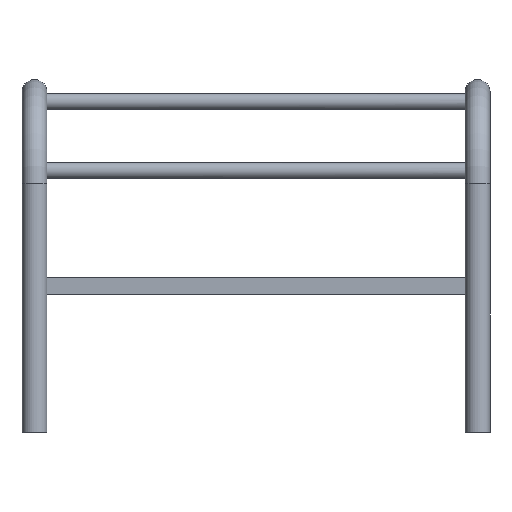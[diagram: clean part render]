
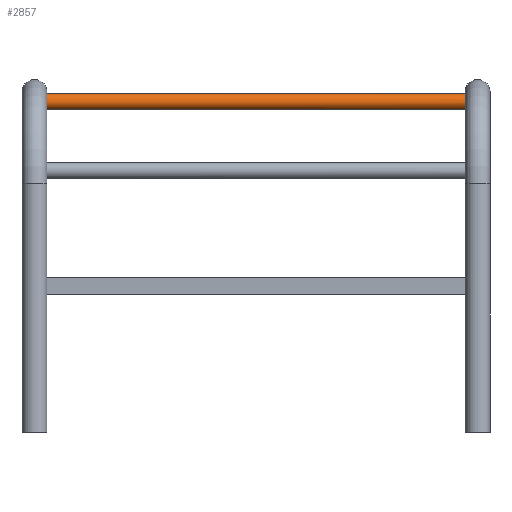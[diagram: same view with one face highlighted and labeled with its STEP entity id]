
A CAD part, front view. The second image highlights one B-rep face of the part: STEP entity #2857.
In plain terms, the highlighted cylindrical face has radius 6.5 mm (diameter 13 mm), a full revolution.
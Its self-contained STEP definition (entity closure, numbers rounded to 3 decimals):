
#374=LINE('',#4604,#570);
#570=VECTOR('',#3504,6.5);
#828=FACE_OUTER_BOUND('',#990,.T.);
#990=EDGE_LOOP('',(#1948,#1949,#1950,#1951,#1952,#1953));
#1205=B_SPLINE_CURVE_WITH_KNOTS('',3,(#4442,#4443,#4444,#4445,#4446,#4447,
#4448,#4449,#4450,#4451,#4452,#4453,#4454,#4455,#4456,#4457,#4458,#4459,
#4460,#4461,#4462,#4463,#4464,#4465,#4466,#4467),.UNSPECIFIED.,.F.,.F.,
(4,2,2,2,2,2,2,2,2,2,2,2,4),(0.,0.256,0.511,0.764,
1.017,1.271,1.524,1.779,2.035,
2.291,2.546,2.799,2.882),
 .UNSPECIFIED.);
#1206=B_SPLINE_CURVE_WITH_KNOTS('',3,(#4468,#4469,#4470,#4471,#4472,#4473,
#4474,#4475,#4476,#4477,#4478,#4479),.UNSPECIFIED.,.F.,.F.,(4,2,2,2,2,4),
(2.882,3.052,3.306,3.559,3.814,
4.07),.UNSPECIFIED.);
#1209=B_SPLINE_CURVE_WITH_KNOTS('',3,(#4523,#4524,#4525,#4526,#4527,#4528,
#4529,#4530,#4531,#4532,#4533,#4534,#4535,#4536,#4537,#4538,#4539,#4540,
#4541,#4542,#4543,#4544,#4545,#4546,#4547,#4548,#4549,#4550),
 .UNSPECIFIED.,.F.,.F.,(4,2,2,2,2,2,2,2,2,2,2,2,2,4),(0.,0.256,
0.511,0.764,1.017,1.271,1.524,
1.779,2.035,2.291,2.546,2.799,
3.052,3.222),.UNSPECIFIED.);
#1210=B_SPLINE_CURVE_WITH_KNOTS('',3,(#4551,#4552,#4553,#4554,#4555,#4556,
#4557,#4558,#4559,#4560),.UNSPECIFIED.,.F.,.F.,(4,2,2,2,4),(3.222,
3.306,3.559,3.814,4.07),
 .UNSPECIFIED.);
#1236=VERTEX_POINT('',#4440);
#1237=VERTEX_POINT('',#4441);
#1240=VERTEX_POINT('',#4521);
#1241=VERTEX_POINT('',#4522);
#1517=EDGE_CURVE('',#1236,#1237,#1205,.T.);
#1518=EDGE_CURVE('',#1237,#1236,#1206,.T.);
#1521=EDGE_CURVE('',#1240,#1241,#1209,.T.);
#1522=EDGE_CURVE('',#1241,#1240,#1210,.T.);
#1526=EDGE_CURVE('',#1237,#1241,#374,.T.);
#1948=ORIENTED_EDGE('',*,*,#1517,.T.);
#1949=ORIENTED_EDGE('',*,*,#1526,.T.);
#1950=ORIENTED_EDGE('',*,*,#1522,.T.);
#1951=ORIENTED_EDGE('',*,*,#1521,.T.);
#1952=ORIENTED_EDGE('',*,*,#1526,.F.);
#1953=ORIENTED_EDGE('',*,*,#1518,.T.);
#2771=CYLINDRICAL_SURFACE('',#3121,6.5);
#2857=ADVANCED_FACE('',(#828),#2771,.T.);
#3121=AXIS2_PLACEMENT_3D('',#4603,#3502,#3503);
#3502=DIRECTION('center_axis',(1.,0.,0.));
#3503=DIRECTION('ref_axis',(0.,1.,0.));
#3504=DIRECTION('',(-1.,0.,0.));
#4440=CARTESIAN_POINT('',(170.201,-641.932,146.642));
#4441=CARTESIAN_POINT('',(167.948,-650.148,140.372));
#4442=CARTESIAN_POINT('Ctrl Pts',(170.201,-641.932,146.642));
#4443=CARTESIAN_POINT('Ctrl Pts',(170.201,-641.111,146.417));
#4444=CARTESIAN_POINT('Ctrl Pts',(170.043,-640.31,146.015));
#4445=CARTESIAN_POINT('Ctrl Pts',(169.542,-638.955,144.951));
#4446=CARTESIAN_POINT('Ctrl Pts',(169.212,-638.398,144.287));
#4447=CARTESIAN_POINT('Ctrl Pts',(168.629,-637.609,142.904));
#4448=CARTESIAN_POINT('Ctrl Pts',(168.332,-637.318,142.084));
#4449=CARTESIAN_POINT('Ctrl Pts',(167.916,-637.09,140.368));
#4450=CARTESIAN_POINT('Ctrl Pts',(167.8,-637.156,139.47));
#4451=CARTESIAN_POINT('Ctrl Pts',(167.8,-637.601,137.843));
#4452=CARTESIAN_POINT('Ctrl Pts',(167.916,-638.002,137.037));
#4453=CARTESIAN_POINT('Ctrl Pts',(168.332,-639.071,135.676));
#4454=CARTESIAN_POINT('Ctrl Pts',(168.629,-639.739,135.118));
#4455=CARTESIAN_POINT('Ctrl Pts',(169.212,-641.123,134.329));
#4456=CARTESIAN_POINT('Ctrl Pts',(169.542,-641.94,134.041));
#4457=CARTESIAN_POINT('Ctrl Pts',(170.043,-643.648,133.815));
#4458=CARTESIAN_POINT('Ctrl Pts',(170.201,-644.541,133.878));
#4459=CARTESIAN_POINT('Ctrl Pts',(170.201,-646.185,134.327));
#4460=CARTESIAN_POINT('Ctrl Pts',(170.043,-646.986,134.729));
#4461=CARTESIAN_POINT('Ctrl Pts',(169.542,-648.341,135.793));
#4462=CARTESIAN_POINT('Ctrl Pts',(169.212,-648.898,136.457));
#4463=CARTESIAN_POINT('Ctrl Pts',(168.629,-649.687,137.84));
#4464=CARTESIAN_POINT('Ctrl Pts',(168.332,-649.978,138.66));
#4465=CARTESIAN_POINT('Ctrl Pts',(168.055,-650.129,139.8));
#4466=CARTESIAN_POINT('Ctrl Pts',(167.996,-650.148,140.086));
#4467=CARTESIAN_POINT('Ctrl Pts',(167.948,-650.148,140.372));
#4468=CARTESIAN_POINT('Ctrl Pts',(167.948,-650.148,140.372));
#4469=CARTESIAN_POINT('Ctrl Pts',(167.85,-650.148,140.956));
#4470=CARTESIAN_POINT('Ctrl Pts',(167.8,-650.067,141.541));
#4471=CARTESIAN_POINT('Ctrl Pts',(167.8,-649.695,142.901));
#4472=CARTESIAN_POINT('Ctrl Pts',(167.916,-649.294,143.707));
#4473=CARTESIAN_POINT('Ctrl Pts',(168.332,-648.224,145.068));
#4474=CARTESIAN_POINT('Ctrl Pts',(168.629,-647.556,145.626));
#4475=CARTESIAN_POINT('Ctrl Pts',(169.212,-646.173,146.415));
#4476=CARTESIAN_POINT('Ctrl Pts',(169.542,-645.356,146.702));
#4477=CARTESIAN_POINT('Ctrl Pts',(170.043,-643.648,146.929));
#4478=CARTESIAN_POINT('Ctrl Pts',(170.201,-642.754,146.866));
#4479=CARTESIAN_POINT('Ctrl Pts',(170.201,-641.932,146.642));
#4521=CARTESIAN_POINT('',(-170.201,-645.363,134.102));
#4522=CARTESIAN_POINT('',(-167.948,-650.148,140.372));
#4523=CARTESIAN_POINT('Ctrl Pts',(-170.201,-645.363,134.102));
#4524=CARTESIAN_POINT('Ctrl Pts',(-170.201,-644.541,133.878));
#4525=CARTESIAN_POINT('Ctrl Pts',(-170.043,-643.648,133.815));
#4526=CARTESIAN_POINT('Ctrl Pts',(-169.542,-641.94,134.041));
#4527=CARTESIAN_POINT('Ctrl Pts',(-169.212,-641.123,134.329));
#4528=CARTESIAN_POINT('Ctrl Pts',(-168.629,-639.739,135.118));
#4529=CARTESIAN_POINT('Ctrl Pts',(-168.332,-639.071,135.676));
#4530=CARTESIAN_POINT('Ctrl Pts',(-167.916,-638.002,137.037));
#4531=CARTESIAN_POINT('Ctrl Pts',(-167.8,-637.601,137.843));
#4532=CARTESIAN_POINT('Ctrl Pts',(-167.8,-637.156,139.47));
#4533=CARTESIAN_POINT('Ctrl Pts',(-167.916,-637.09,140.368));
#4534=CARTESIAN_POINT('Ctrl Pts',(-168.332,-637.318,142.084));
#4535=CARTESIAN_POINT('Ctrl Pts',(-168.629,-637.609,142.904));
#4536=CARTESIAN_POINT('Ctrl Pts',(-169.212,-638.398,144.287));
#4537=CARTESIAN_POINT('Ctrl Pts',(-169.542,-638.955,144.951));
#4538=CARTESIAN_POINT('Ctrl Pts',(-170.043,-640.31,146.015));
#4539=CARTESIAN_POINT('Ctrl Pts',(-170.201,-641.111,146.417));
#4540=CARTESIAN_POINT('Ctrl Pts',(-170.201,-642.754,146.866));
#4541=CARTESIAN_POINT('Ctrl Pts',(-170.043,-643.648,146.929));
#4542=CARTESIAN_POINT('Ctrl Pts',(-169.542,-645.356,146.702));
#4543=CARTESIAN_POINT('Ctrl Pts',(-169.212,-646.173,146.415));
#4544=CARTESIAN_POINT('Ctrl Pts',(-168.629,-647.556,145.626));
#4545=CARTESIAN_POINT('Ctrl Pts',(-168.332,-648.224,145.068));
#4546=CARTESIAN_POINT('Ctrl Pts',(-167.916,-649.294,143.707));
#4547=CARTESIAN_POINT('Ctrl Pts',(-167.8,-649.695,142.901));
#4548=CARTESIAN_POINT('Ctrl Pts',(-167.8,-650.067,141.541));
#4549=CARTESIAN_POINT('Ctrl Pts',(-167.85,-650.148,140.956));
#4550=CARTESIAN_POINT('Ctrl Pts',(-167.948,-650.148,140.372));
#4551=CARTESIAN_POINT('Ctrl Pts',(-167.948,-650.148,140.372));
#4552=CARTESIAN_POINT('Ctrl Pts',(-167.996,-650.148,140.086));
#4553=CARTESIAN_POINT('Ctrl Pts',(-168.055,-650.129,139.8));
#4554=CARTESIAN_POINT('Ctrl Pts',(-168.332,-649.978,138.66));
#4555=CARTESIAN_POINT('Ctrl Pts',(-168.629,-649.687,137.84));
#4556=CARTESIAN_POINT('Ctrl Pts',(-169.212,-648.898,136.457));
#4557=CARTESIAN_POINT('Ctrl Pts',(-169.542,-648.341,135.793));
#4558=CARTESIAN_POINT('Ctrl Pts',(-170.043,-646.986,134.729));
#4559=CARTESIAN_POINT('Ctrl Pts',(-170.201,-646.185,134.327));
#4560=CARTESIAN_POINT('Ctrl Pts',(-170.201,-645.363,134.102));
#4603=CARTESIAN_POINT('Origin',(-177.8,-643.648,140.372));
#4604=CARTESIAN_POINT('',(-177.8,-650.148,140.372));
